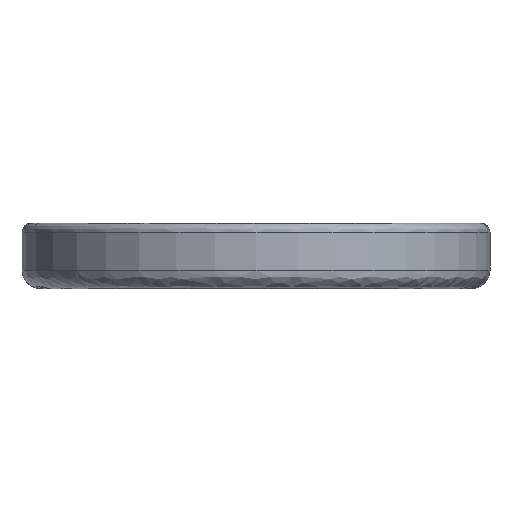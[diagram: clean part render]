
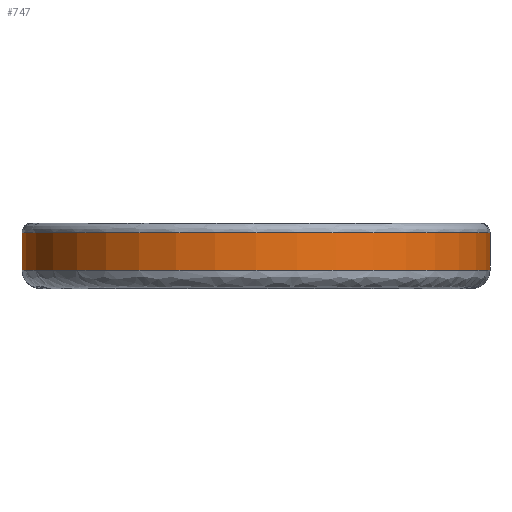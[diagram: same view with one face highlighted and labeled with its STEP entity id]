
A CAD part, left-side view. The second image highlights one B-rep face of the part: STEP entity #747.
In plain terms, the highlighted cylindrical face has radius 25 mm (diameter 50 mm), a partial arc.
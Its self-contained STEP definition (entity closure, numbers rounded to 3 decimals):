
#25 = DIRECTION ( 'NONE',  ( 0., 0., 1. ) ) ;
#38 = DIRECTION ( 'NONE',  ( 0., 1., 0. ) ) ;
#66 = AXIS2_PLACEMENT_3D ( 'NONE', #312, #25, #253 ) ;
#68 = CARTESIAN_POINT ( 'NONE',  ( 0., 25., 2. ) ) ;
#77 = CARTESIAN_POINT ( 'NONE',  ( 0., 25., 0. ) ) ;
#87 = AXIS2_PLACEMENT_3D ( 'NONE', #105, #384, #38 ) ;
#105 = CARTESIAN_POINT ( 'NONE',  ( 0., 0., 2. ) ) ;
#111 = CARTESIAN_POINT ( 'NONE',  ( 0., -25., 0. ) ) ;
#133 = CARTESIAN_POINT ( 'NONE',  ( 0., -25., 2. ) ) ;
#146 = EDGE_CURVE ( 'NONE', #667, #712, #238, .T. ) ;
#198 = DIRECTION ( 'NONE',  ( 0., 0., -1. ) ) ;
#238 = LINE ( 'NONE', #111, #584 ) ;
#249 = EDGE_LOOP ( 'NONE', ( #493, #297, #882, #800 ) ) ;
#253 = DIRECTION ( 'NONE',  ( 0., -1., 0. ) ) ;
#297 = ORIENTED_EDGE ( 'NONE', *, *, #543, .F. ) ;
#312 = CARTESIAN_POINT ( 'NONE',  ( 0., 0., 6. ) ) ;
#371 = AXIS2_PLACEMENT_3D ( 'NONE', #558, #198, #793 ) ;
#378 = CYLINDRICAL_SURFACE ( 'NONE', #371, 25. ) ;
#384 = DIRECTION ( 'NONE',  ( 0., 0., 1. ) ) ;
#424 = LINE ( 'NONE', #77, #758 ) ;
#493 = ORIENTED_EDGE ( 'NONE', *, *, #146, .F. ) ;
#543 = EDGE_CURVE ( 'NONE', #668, #667, #563, .T. ) ;
#553 = FACE_OUTER_BOUND ( 'NONE', #249, .T. ) ;
#558 = CARTESIAN_POINT ( 'NONE',  ( 0., 0., 0. ) ) ;
#563 = CIRCLE ( 'NONE', #66, 25. ) ;
#574 = EDGE_CURVE ( 'NONE', #861, #712, #713, .T. ) ;
#575 = DIRECTION ( 'NONE',  ( 0., 0., -1. ) ) ;
#584 = VECTOR ( 'NONE', #614, 1000. ) ;
#614 = DIRECTION ( 'NONE',  ( 0., 0., -1. ) ) ;
#625 = CARTESIAN_POINT ( 'NONE',  ( 0., -25., 6. ) ) ;
#635 = CARTESIAN_POINT ( 'NONE',  ( 0., 25., 6. ) ) ;
#667 = VERTEX_POINT ( 'NONE', #625 ) ;
#668 = VERTEX_POINT ( 'NONE', #635 ) ;
#712 = VERTEX_POINT ( 'NONE', #133 ) ;
#713 = CIRCLE ( 'NONE', #87, 25. ) ;
#747 = ADVANCED_FACE ( 'NONE', ( #553 ), #378, .T. ) ;
#758 = VECTOR ( 'NONE', #575, 1000. ) ;
#793 = DIRECTION ( 'NONE',  ( 0., 1., 0. ) ) ;
#800 = ORIENTED_EDGE ( 'NONE', *, *, #574, .T. ) ;
#861 = VERTEX_POINT ( 'NONE', #68 ) ;
#882 = ORIENTED_EDGE ( 'NONE', *, *, #906, .T. ) ;
#906 = EDGE_CURVE ( 'NONE', #668, #861, #424, .T. ) ;
